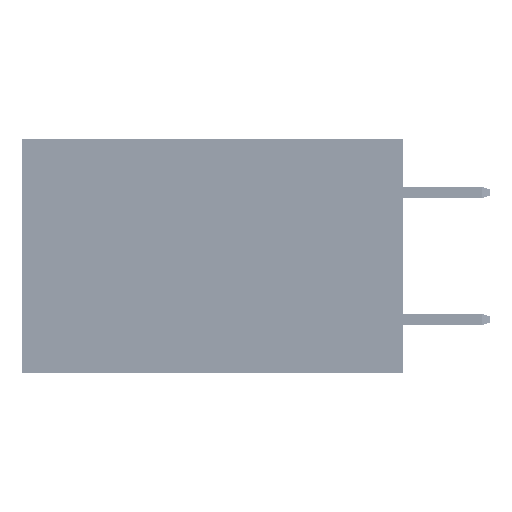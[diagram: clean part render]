
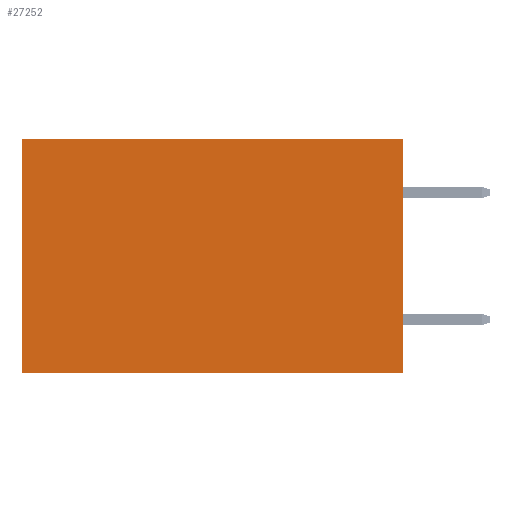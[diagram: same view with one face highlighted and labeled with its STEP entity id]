
A CAD part, left-side view. The second image highlights one B-rep face of the part: STEP entity #27252.
In plain terms, the highlighted planar face has unit normal (-1, 0, 0).
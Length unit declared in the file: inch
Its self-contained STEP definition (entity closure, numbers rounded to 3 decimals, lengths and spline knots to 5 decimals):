
#1462 = VECTOR ( 'NONE', #17071, 39.37008 ) ;
#1652 = PLANE ( 'NONE',  #3605 ) ;
#3558 = ORIENTED_EDGE ( 'NONE', *, *, #7175, .T. ) ;
#3605 = AXIS2_PLACEMENT_3D ( 'NONE', #22523, #22004, #36938 ) ;
#3964 = VERTEX_POINT ( 'NONE', #16216 ) ;
#4274 = DIRECTION ( 'NONE',  ( 0., 0., -1. ) ) ;
#5399 = LINE ( 'NONE', #25245, #26636 ) ;
#7175 = EDGE_CURVE ( 'NONE', #45575, #36685, #5399, .T. ) ;
#11342 = CARTESIAN_POINT ( 'NONE',  ( 0.2875, 0.6, 0. ) ) ;
#11450 = EDGE_CURVE ( 'NONE', #20039, #3964, #40672, .T. ) ;
#12926 = VECTOR ( 'NONE', #4274, 39.37008 ) ;
#16216 = CARTESIAN_POINT ( 'NONE',  ( 0.2875, 0.6, -0.37 ) ) ;
#16411 = CARTESIAN_POINT ( 'NONE',  ( 0.2875, 0., 0. ) ) ;
#16926 = LINE ( 'NONE', #16411, #12926 ) ;
#17071 = DIRECTION ( 'NONE',  ( 0., 1., 0. ) ) ;
#18863 = CARTESIAN_POINT ( 'NONE',  ( 0.2875, 0., 0. ) ) ;
#19435 = CARTESIAN_POINT ( 'NONE',  ( 0.2875, 0., -0.37 ) ) ;
#20039 = VERTEX_POINT ( 'NONE', #19435 ) ;
#21522 = DIRECTION ( 'NONE',  ( 0., 1., 0. ) ) ;
#21915 = EDGE_CURVE ( 'NONE', #36685, #3964, #51581, .T. ) ;
#22004 = DIRECTION ( 'NONE',  ( 1., 0., 0. ) ) ;
#22451 = CARTESIAN_POINT ( 'NONE',  ( 0.2875, 0.6, 0. ) ) ;
#22523 = CARTESIAN_POINT ( 'NONE',  ( 0.2875, 0., 0. ) ) ;
#23228 = DIRECTION ( 'NONE',  ( 0., 0., -1. ) ) ;
#25245 = CARTESIAN_POINT ( 'NONE',  ( 0.2875, 0., 0. ) ) ;
#26177 = VECTOR ( 'NONE', #23228, 39.37008 ) ;
#26636 = VECTOR ( 'NONE', #21522, 39.37008 ) ;
#27252 = ADVANCED_FACE ( 'NONE', ( #42410 ), #1652, .F. ) ;
#27511 = EDGE_CURVE ( 'NONE', #45575, #20039, #16926, .T. ) ;
#30238 = ORIENTED_EDGE ( 'NONE', *, *, #27511, .F. ) ;
#32761 = ORIENTED_EDGE ( 'NONE', *, *, #11450, .F. ) ;
#36685 = VERTEX_POINT ( 'NONE', #22451 ) ;
#36938 = DIRECTION ( 'NONE',  ( 0., 0., -1. ) ) ;
#40672 = LINE ( 'NONE', #49385, #1462 ) ;
#42410 = FACE_OUTER_BOUND ( 'NONE', #49308, .T. ) ;
#43394 = ORIENTED_EDGE ( 'NONE', *, *, #21915, .T. ) ;
#45575 = VERTEX_POINT ( 'NONE', #18863 ) ;
#49308 = EDGE_LOOP ( 'NONE', ( #43394, #32761, #30238, #3558 ) ) ;
#49385 = CARTESIAN_POINT ( 'NONE',  ( 0.2875, 0., -0.37 ) ) ;
#51581 = LINE ( 'NONE', #11342, #26177 ) ;
